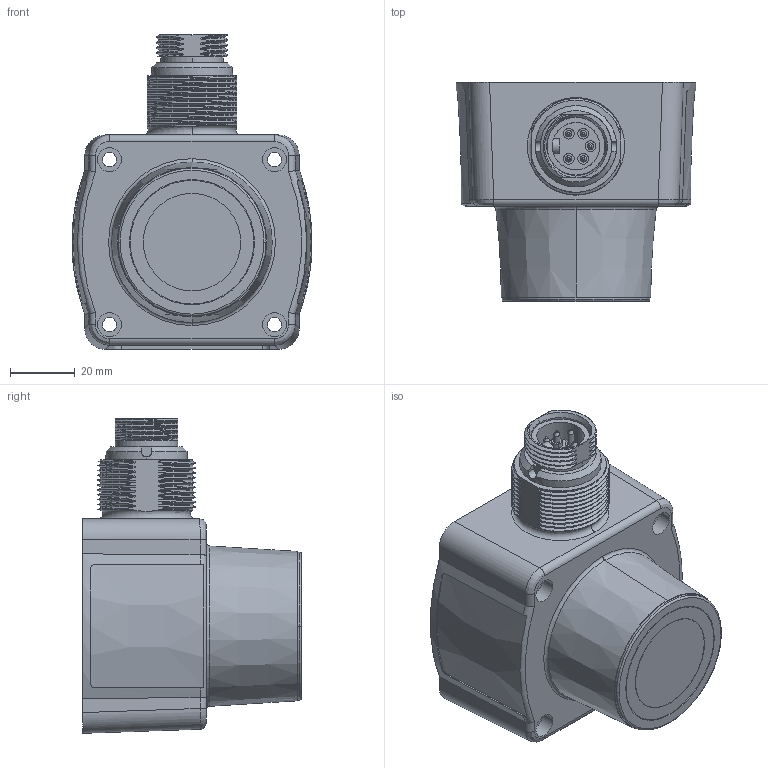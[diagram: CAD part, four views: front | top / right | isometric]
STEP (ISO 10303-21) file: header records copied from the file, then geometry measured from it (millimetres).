
FILE_DESCRIPTION((''),'2;1');
FILE_NAME('159632_ASM','2012-11-07T',('banengservice'),('BANNER ENGINEERING'),'PRO/ENGINEER BY PARAMETRIC TECHNOLOGY CORPORATION, 2009141','PRO/ENGINEER BY PARAMETRIC TECHNOLOGY CORPORATION, 2009141','');
FILE_SCHEMA(('CONFIG_CONTROL_DESIGN'));
Products named in the file (15): 70107; 70106; 70105; 70143; 110256_ASM; 70108; 58889; 70111; 62332; 29320; 13411; 35951; 35950; 36024_ASM; 159632_ASM
Assembly tree (17 placements, depth 3):
  159632_ASM
    110256_ASM
      70107
      70106
      70105
      70143
    70108
    58889
    70111
    36024_ASM
      62332
      29320
      13411
      35951
      35950  x4
Bounding box: 73.88 x 67.41 x 96.87 mm (x, y, z)
Volume: 107759.8 mm3; surface area: 77769.6 mm2
Topology: 15 solids, 21 shells, 1211 faces, 3137 edges, 2034 vertices
Faces by surface type: plane 486, cylinder 410, bspline 174, cone 80, torus 49, extrusion 8, sphere 4
Entity records: 73085 total; most frequent: CARTESIAN_POINT 45113, ORIENTED_EDGE 5982, DIRECTION 5321, EDGE_CURVE 3031, VERTEX_POINT 1976, AXIS2_PLACEMENT_3D 1903, VECTOR 1515, LINE 1507
